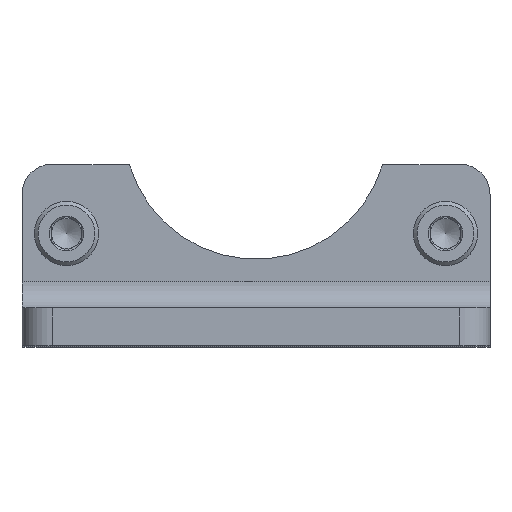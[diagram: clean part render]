
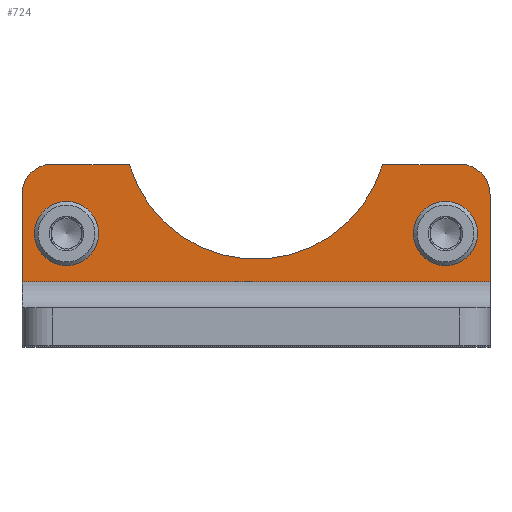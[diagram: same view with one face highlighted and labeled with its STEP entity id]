
A CAD part, top view. The second image highlights one B-rep face of the part: STEP entity #724.
In plain terms, the highlighted face is planar.
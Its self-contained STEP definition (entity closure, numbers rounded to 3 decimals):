
#87=CIRCLE('',#808,2.75);
#88=CIRCLE('',#809,2.75);
#89=CIRCLE('',#810,4.);
#90=CIRCLE('',#811,17.5);
#91=CIRCLE('',#812,4.);
#158=ORIENTED_EDGE('',*,*,#342,.F.);
#159=ORIENTED_EDGE('',*,*,#343,.F.);
#160=ORIENTED_EDGE('',*,*,#321,.T.);
#161=ORIENTED_EDGE('',*,*,#344,.T.);
#162=ORIENTED_EDGE('',*,*,#328,.F.);
#163=ORIENTED_EDGE('',*,*,#345,.F.);
#164=ORIENTED_EDGE('',*,*,#335,.F.);
#165=ORIENTED_EDGE('',*,*,#346,.T.);
#166=ORIENTED_EDGE('',*,*,#312,.F.);
#167=ORIENTED_EDGE('',*,*,#347,.T.);
#312=EDGE_CURVE('',#406,#407,#468,.T.);
#321=EDGE_CURVE('',#416,#415,#475,.T.);
#328=EDGE_CURVE('',#422,#423,#481,.T.);
#335=EDGE_CURVE('',#429,#427,#488,.T.);
#342=EDGE_CURVE('',#432,#432,#87,.F.);
#343=EDGE_CURVE('',#433,#433,#88,.F.);
#344=EDGE_CURVE('',#415,#423,#89,.F.);
#345=EDGE_CURVE('',#427,#422,#90,.F.);
#346=EDGE_CURVE('',#429,#407,#91,.F.);
#347=EDGE_CURVE('',#406,#416,#490,.T.);
#406=VERTEX_POINT('',#1138);
#407=VERTEX_POINT('',#1140);
#415=VERTEX_POINT('',#1157);
#416=VERTEX_POINT('',#1159);
#422=VERTEX_POINT('',#1174);
#423=VERTEX_POINT('',#1175);
#427=VERTEX_POINT('',#1184);
#429=VERTEX_POINT('',#1188);
#432=VERTEX_POINT('',#1201);
#433=VERTEX_POINT('',#1203);
#468=LINE('',#1139,#514);
#475=LINE('',#1158,#521);
#481=LINE('',#1173,#527);
#488=LINE('',#1189,#534);
#490=LINE('',#1207,#536);
#514=VECTOR('',#897,1000.);
#521=VECTOR('',#910,1000.);
#527=VECTOR('',#922,1000.);
#534=VECTOR('',#931,1000.);
#536=VECTOR('',#957,1000.);
#565=EDGE_LOOP('',(#158));
#566=EDGE_LOOP('',(#159));
#567=EDGE_LOOP('',(#160,#161,#162,#163,#164,#165,#166,#167));
#633=FACE_BOUND('',#565,.T.);
#634=FACE_BOUND('',#566,.T.);
#635=FACE_BOUND('',#567,.T.);
#700=PLANE('',#807);
#724=ADVANCED_FACE('',(#633,#634,#635),#700,.F.);
#807=AXIS2_PLACEMENT_3D('',#1199,#945,#946);
#808=AXIS2_PLACEMENT_3D('',#1200,#947,#948);
#809=AXIS2_PLACEMENT_3D('',#1202,#949,#950);
#810=AXIS2_PLACEMENT_3D('',#1204,#951,#952);
#811=AXIS2_PLACEMENT_3D('',#1205,#953,#954);
#812=AXIS2_PLACEMENT_3D('',#1206,#955,#956);
#897=DIRECTION('',(0.,1.,0.));
#910=DIRECTION('',(0.,1.,0.));
#922=DIRECTION('',(-1.,0.,0.));
#931=DIRECTION('',(-1.,0.,0.));
#945=DIRECTION('',(0.,0.,1.));
#946=DIRECTION('',(1.,0.,0.));
#947=DIRECTION('',(0.,0.,1.));
#948=DIRECTION('',(1.,0.,0.));
#949=DIRECTION('',(0.,0.,1.));
#950=DIRECTION('',(1.,0.,0.));
#951=DIRECTION('',(0.,0.,1.));
#952=DIRECTION('',(1.,0.,0.));
#953=DIRECTION('',(0.,0.,1.));
#954=DIRECTION('',(1.,0.,0.));
#955=DIRECTION('',(0.,0.,1.));
#956=DIRECTION('',(1.,0.,0.));
#957=DIRECTION('',(-1.,0.,0.));
#1138=CARTESIAN_POINT('',(31.,6.,23.));
#1139=CARTESIAN_POINT('',(31.,6.,23.));
#1140=CARTESIAN_POINT('',(31.,17.6,23.));
#1157=CARTESIAN_POINT('',(-31.,17.6,23.));
#1158=CARTESIAN_POINT('',(-31.,6.,23.));
#1159=CARTESIAN_POINT('',(-31.,6.,23.));
#1173=CARTESIAN_POINT('',(31.,21.5,23.));
#1174=CARTESIAN_POINT('',(-16.771,21.5,23.));
#1175=CARTESIAN_POINT('',(-27.889,21.5,23.));
#1184=CARTESIAN_POINT('',(16.771,21.5,23.));
#1188=CARTESIAN_POINT('',(27.889,21.5,23.));
#1189=CARTESIAN_POINT('',(31.,21.5,23.));
#1199=CARTESIAN_POINT('',(31.,6.,23.));
#1200=CARTESIAN_POINT('',(-25.1,12.4,23.));
#1201=CARTESIAN_POINT('',(-22.35,12.4,23.));
#1202=CARTESIAN_POINT('',(25.1,12.4,23.));
#1203=CARTESIAN_POINT('',(27.85,12.4,23.));
#1204=CARTESIAN_POINT('',(-27.,17.6,23.));
#1205=CARTESIAN_POINT('',(0.,26.5,23.));
#1206=CARTESIAN_POINT('',(27.,17.6,23.));
#1207=CARTESIAN_POINT('',(31.,6.,23.));
